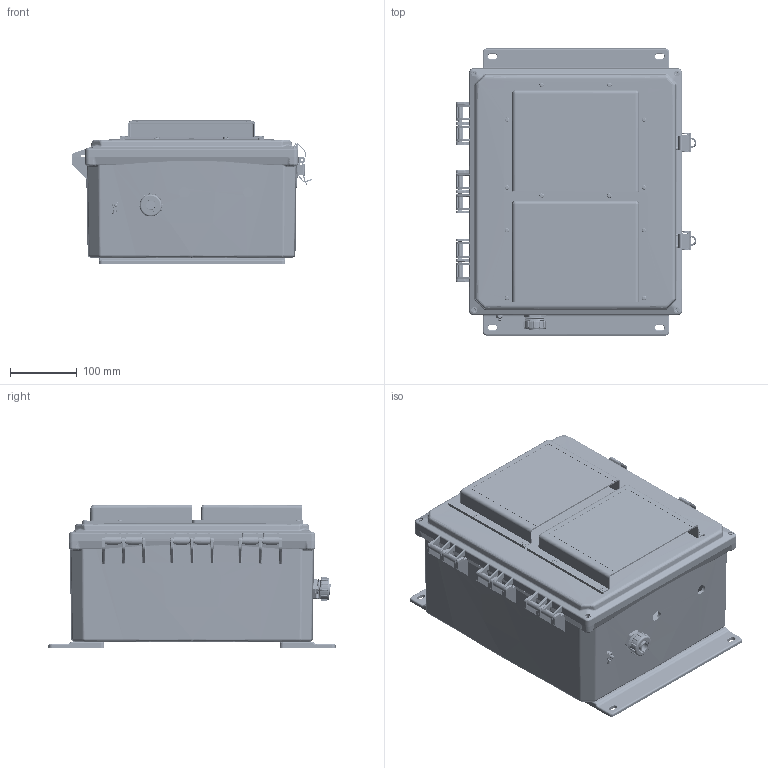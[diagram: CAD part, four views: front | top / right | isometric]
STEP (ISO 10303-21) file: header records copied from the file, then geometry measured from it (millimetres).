
FILE_DESCRIPTION (( 'STEP AP214' ), '1' );
FILE_NAME ('TEBPC141206-03V.step', '2020-01-28T16:08:07', ( '' ), ( '' ), 'SwSTEP 2.0', 'SolidWorks 2018', '' );
FILE_SCHEMA (( 'AUTOMOTIVE_DESIGN' ));
Length unit declared in the file: millimetre
Products named in the file (20): XM220-01B; Integra-Upper Insert; XFN-0003; XNBBPC141206-02; NBBPC141206_Lid-vented; TEBPC141206-03V; XCT-0011^XCA-TERM-0007-UL_TEBPC141206-03V; XFW-0002; XCT-0010^XCA-TERM-0007-UL_TEBPC141206-03V; NBBPC141206_12IN-MNT-FLANGE; NBBPC141206_Latch; XC-0003; XFS-0026; XCA-TERM-0007-UL^TEBPC141206-03V_Used On NB141207-1HF; XFR-0005; XMH-0001; NBBPC141206_Box; Integra-Bottom Insert; XCT-0005; 1AJ09-156_.099 grip
Assembly tree (48 placements, depth 3):
  TEBPC141206-03V
    XNBBPC141206-02
      NBBPC141206_Box
      NBBPC141206_Lid-vented
      NBBPC141206_Latch  x2
      NBBPC141206_12IN-MNT-FLANGE  x2
      Integra-Bottom Insert  x4
      Integra-Upper Insert  x4
    XC-0003
    XCA-TERM-0007-UL^TEBPC141206-03V_Used On NB141207-1HF
      XCT-0010^XCA-TERM-0007-UL_TEBPC141206-03V
      XCT-0011^XCA-TERM-0007-UL_TEBPC141206-03V
    XFS-0026
    XFW-0002
    XFN-0003  x2
    XCT-0005
    XM220-01B  x2
    XFR-0005  x12
    XMH-0001  x2
    1AJ09-156_.099 grip  x8
Bounding box: 360.69 x 430.53 x 214.43 mm (x, y, z)
Volume: 2577730.8 mm3; surface area: 1328335.8 mm2
Topology: 56 solids, 61 shells, 6402 faces, 15666 edges, 9211 vertices
Faces by surface type: cylinder 2221, bspline 1553, plane 1496, cone 842, torus 270, sphere 20
Entity records: 230676 total; most frequent: CARTESIAN_POINT 131147, ORIENTED_EDGE 21720, DIRECTION 15894, EDGE_CURVE 10864, VERTEX_POINT 6511, AXIS2_PLACEMENT_3D 5859, EDGE_LOOP 4708, FACE_OUTER_BOUND 4473
